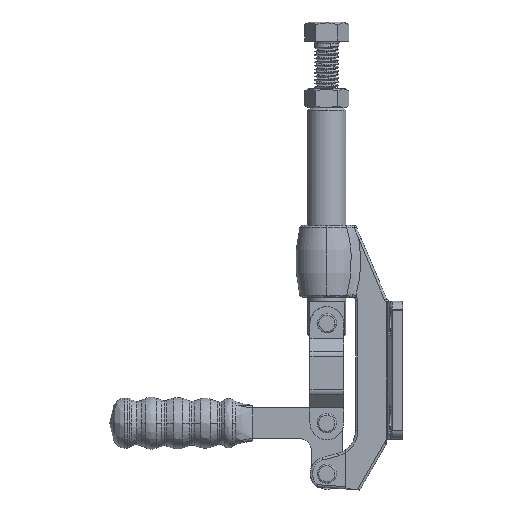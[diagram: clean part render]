
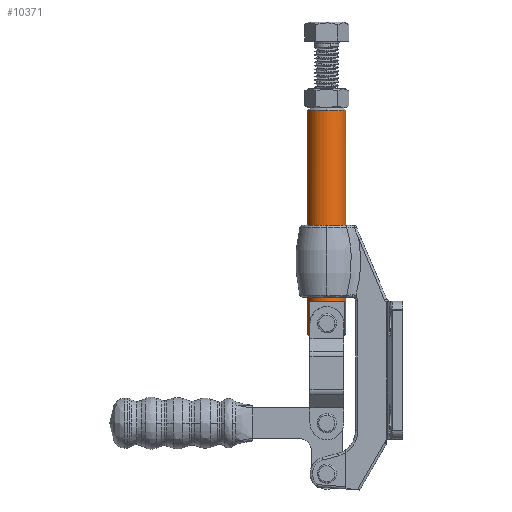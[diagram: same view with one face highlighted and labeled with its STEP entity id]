
A CAD part, left-side view. The second image highlights one B-rep face of the part: STEP entity #10371.
In plain terms, the highlighted cylindrical face has radius 8 mm (diameter 16 mm), a partial arc.
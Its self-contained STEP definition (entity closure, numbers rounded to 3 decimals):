
#49 = AXIS2_PLACEMENT_3D ( 'NONE', #2099, #26841, #8105 ) ;
#134 = VERTEX_POINT ( 'NONE', #10115 ) ;
#508 = AXIS2_PLACEMENT_3D ( 'NONE', #12020, #10140, #6145 ) ;
#1081 = EDGE_CURVE ( 'NONE', #3499, #17084, #11437, .T. ) ;
#1146 = DIRECTION ( 'NONE',  ( 0., 0., -1. ) ) ;
#1679 = CARTESIAN_POINT ( 'NONE',  ( 0., 8., 1. ) ) ;
#2099 = CARTESIAN_POINT ( 'NONE',  ( 0., 0., 95. ) ) ;
#2243 = CIRCLE ( 'NONE', #5819, 8. ) ;
#2288 = CIRCLE ( 'NONE', #508, 8. ) ;
#2604 = VERTEX_POINT ( 'NONE', #24711 ) ;
#3499 = VERTEX_POINT ( 'NONE', #11009 ) ;
#4026 = CIRCLE ( 'NONE', #49, 8. ) ;
#4479 = LINE ( 'NONE', #5422, #24270 ) ;
#5097 = DIRECTION ( 'NONE',  ( -1., 0., 0. ) ) ;
#5156 = CARTESIAN_POINT ( 'NONE',  ( -3., -7.416, 48. ) ) ;
#5197 = ORIENTED_EDGE ( 'NONE', *, *, #1081, .T. ) ;
#5198 = CIRCLE ( 'NONE', #23461, 8. ) ;
#5422 = CARTESIAN_POINT ( 'NONE',  ( 0., -8., 95. ) ) ;
#5819 = AXIS2_PLACEMENT_3D ( 'NONE', #13526, #13624, #5097 ) ;
#6145 = DIRECTION ( 'NONE',  ( -1., 0., 0. ) ) ;
#6426 = VECTOR ( 'NONE', #19908, 1000. ) ;
#6584 = CARTESIAN_POINT ( 'NONE',  ( -8., 0., 95. ) ) ;
#6945 = CARTESIAN_POINT ( 'NONE',  ( 0., 0., 15. ) ) ;
#7320 = DIRECTION ( 'NONE',  ( 0., 0., -1. ) ) ;
#7553 = AXIS2_PLACEMENT_3D ( 'NONE', #19392, #15143, #21125 ) ;
#7663 = ORIENTED_EDGE ( 'NONE', *, *, #21805, .F. ) ;
#8105 = DIRECTION ( 'NONE',  ( -1., 0., 0. ) ) ;
#8352 = ORIENTED_EDGE ( 'NONE', *, *, #9632, .F. ) ;
#8556 = ORIENTED_EDGE ( 'NONE', *, *, #10523, .T. ) ;
#8618 = DIRECTION ( 'NONE',  ( 0., 0., -1. ) ) ;
#8780 = DIRECTION ( 'NONE',  ( 0., 1., 0. ) ) ;
#8904 = EDGE_CURVE ( 'NONE', #26835, #2604, #2288, .T. ) ;
#9632 = EDGE_CURVE ( 'NONE', #26415, #134, #5198, .T. ) ;
#9813 = CARTESIAN_POINT ( 'NONE',  ( 0., -8., 95. ) ) ;
#9876 = VERTEX_POINT ( 'NONE', #25142 ) ;
#9995 = LINE ( 'NONE', #17241, #16749 ) ;
#10115 = CARTESIAN_POINT ( 'NONE',  ( -3., 7.416, 15. ) ) ;
#10140 = DIRECTION ( 'NONE',  ( 0., 0., -1. ) ) ;
#10165 = CARTESIAN_POINT ( 'NONE',  ( -3., -7.416, 15. ) ) ;
#10371 = ADVANCED_FACE ( 'NONE', ( #19090 ), #12321, .T. ) ;
#10523 = EDGE_CURVE ( 'NONE', #15415, #3499, #2243, .T. ) ;
#11009 = CARTESIAN_POINT ( 'NONE',  ( 0., 8., 95. ) ) ;
#11437 = LINE ( 'NONE', #16555, #25357 ) ;
#11932 = CIRCLE ( 'NONE', #22865, 8. ) ;
#12020 = CARTESIAN_POINT ( 'NONE',  ( 0., 0., 1. ) ) ;
#12321 = CYLINDRICAL_SURFACE ( 'NONE', #7553, 8. ) ;
#12711 = EDGE_CURVE ( 'NONE', #2604, #26415, #18720, .T. ) ;
#13213 = ORIENTED_EDGE ( 'NONE', *, *, #20869, .F. ) ;
#13240 = EDGE_LOOP ( 'NONE', ( #13213, #25218, #8556, #5197, #7663, #22301, #8352, #26795, #20734 ) ) ;
#13526 = CARTESIAN_POINT ( 'NONE',  ( 0., 0., 95. ) ) ;
#13624 = DIRECTION ( 'NONE',  ( 0., 0., -1. ) ) ;
#15143 = DIRECTION ( 'NONE',  ( 0., 0., -1. ) ) ;
#15415 = VERTEX_POINT ( 'NONE', #6584 ) ;
#15937 = EDGE_CURVE ( 'NONE', #16493, #15415, #4026, .T. ) ;
#16493 = VERTEX_POINT ( 'NONE', #9813 ) ;
#16555 = CARTESIAN_POINT ( 'NONE',  ( 0., 8., 95. ) ) ;
#16749 = VECTOR ( 'NONE', #7320, 1000. ) ;
#17084 = VERTEX_POINT ( 'NONE', #1679 ) ;
#17241 = CARTESIAN_POINT ( 'NONE',  ( -3., 7.416, 48. ) ) ;
#18184 = CARTESIAN_POINT ( 'NONE',  ( 0., 0., 1. ) ) ;
#18720 = LINE ( 'NONE', #5156, #6426 ) ;
#19090 = FACE_OUTER_BOUND ( 'NONE', #13240, .T. ) ;
#19324 = DIRECTION ( 'NONE',  ( 0., 0., -1. ) ) ;
#19392 = CARTESIAN_POINT ( 'NONE',  ( 0., 0., 95. ) ) ;
#19908 = DIRECTION ( 'NONE',  ( 0., 0., 1. ) ) ;
#20734 = ORIENTED_EDGE ( 'NONE', *, *, #8904, .F. ) ;
#20869 = EDGE_CURVE ( 'NONE', #16493, #26835, #4479, .T. ) ;
#21125 = DIRECTION ( 'NONE',  ( 0., 1., 0. ) ) ;
#21805 = EDGE_CURVE ( 'NONE', #9876, #17084, #11932, .T. ) ;
#21973 = EDGE_CURVE ( 'NONE', #134, #9876, #9995, .T. ) ;
#22301 = ORIENTED_EDGE ( 'NONE', *, *, #21973, .F. ) ;
#22624 = DIRECTION ( 'NONE',  ( 0., 0., -1. ) ) ;
#22865 = AXIS2_PLACEMENT_3D ( 'NONE', #18184, #22624, #24522 ) ;
#23461 = AXIS2_PLACEMENT_3D ( 'NONE', #6945, #19324, #8780 ) ;
#24270 = VECTOR ( 'NONE', #1146, 1000. ) ;
#24522 = DIRECTION ( 'NONE',  ( -1., 0., 0. ) ) ;
#24711 = CARTESIAN_POINT ( 'NONE',  ( -3., -7.416, 1. ) ) ;
#25142 = CARTESIAN_POINT ( 'NONE',  ( -3., 7.416, 1. ) ) ;
#25218 = ORIENTED_EDGE ( 'NONE', *, *, #15937, .T. ) ;
#25357 = VECTOR ( 'NONE', #8618, 1000. ) ;
#26149 = CARTESIAN_POINT ( 'NONE',  ( 0., -8., 1. ) ) ;
#26415 = VERTEX_POINT ( 'NONE', #10165 ) ;
#26795 = ORIENTED_EDGE ( 'NONE', *, *, #12711, .F. ) ;
#26835 = VERTEX_POINT ( 'NONE', #26149 ) ;
#26841 = DIRECTION ( 'NONE',  ( 0., 0., -1. ) ) ;
